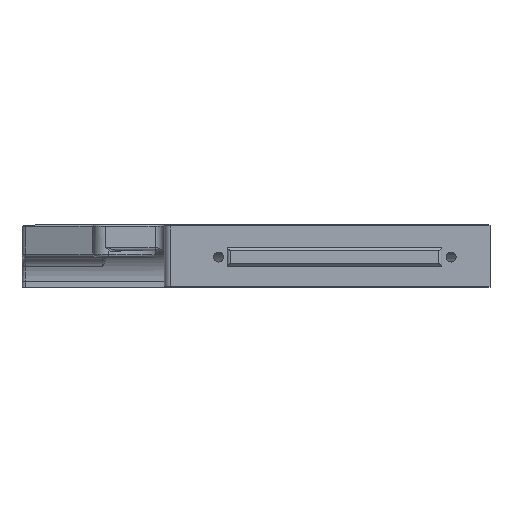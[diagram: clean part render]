
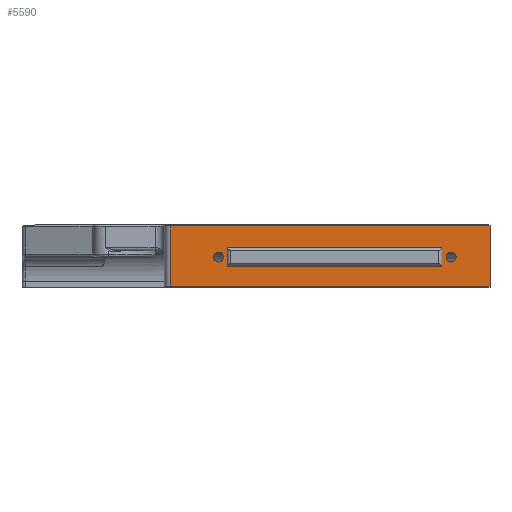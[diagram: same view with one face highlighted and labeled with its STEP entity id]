
A CAD part, top view. The second image highlights one B-rep face of the part: STEP entity #5590.
In plain terms, the highlighted planar face has unit normal (0, 0, 1).
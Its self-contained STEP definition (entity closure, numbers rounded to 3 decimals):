
#98=PLANE('',#5947);
#292=CIRCLE('',#5948,1.6);
#293=CIRCLE('',#5949,1.6);
#539=LINE('',#8404,#1135);
#540=LINE('',#8407,#1136);
#541=LINE('',#8409,#1137);
#542=LINE('',#8411,#1138);
#543=LINE('',#8412,#1139);
#544=LINE('',#8415,#1140);
#545=LINE('',#8417,#1141);
#546=LINE('',#8419,#1142);
#1135=VECTOR('',#6552,1000.);
#1136=VECTOR('',#6553,1000.);
#1137=VECTOR('',#6554,1000.);
#1138=VECTOR('',#6555,1000.);
#1139=VECTOR('',#6556,1000.);
#1140=VECTOR('',#6557,1000.);
#1141=VECTOR('',#6558,1000.);
#1142=VECTOR('',#6559,1000.);
#1738=ORIENTED_EDGE('',*,*,#3424,.F.);
#1739=ORIENTED_EDGE('',*,*,#3425,.F.);
#1740=ORIENTED_EDGE('',*,*,#3426,.F.);
#1741=ORIENTED_EDGE('',*,*,#3427,.T.);
#1742=ORIENTED_EDGE('',*,*,#3428,.F.);
#1743=ORIENTED_EDGE('',*,*,#3429,.F.);
#1744=ORIENTED_EDGE('',*,*,#3430,.T.);
#1745=ORIENTED_EDGE('',*,*,#3431,.T.);
#1746=ORIENTED_EDGE('',*,*,#3432,.T.);
#1747=ORIENTED_EDGE('',*,*,#3433,.T.);
#3424=EDGE_CURVE('',#4267,#4267,#292,.T.);
#3425=EDGE_CURVE('',#4268,#4268,#293,.T.);
#3426=EDGE_CURVE('',#4269,#4270,#539,.T.);
#3427=EDGE_CURVE('',#4269,#4271,#540,.T.);
#3428=EDGE_CURVE('',#4272,#4271,#541,.T.);
#3429=EDGE_CURVE('',#4270,#4272,#542,.T.);
#3430=EDGE_CURVE('',#4273,#4274,#543,.T.);
#3431=EDGE_CURVE('',#4274,#4275,#544,.T.);
#3432=EDGE_CURVE('',#4275,#4276,#545,.T.);
#3433=EDGE_CURVE('',#4276,#4273,#546,.T.);
#4267=VERTEX_POINT('',#8401);
#4268=VERTEX_POINT('',#8403);
#4269=VERTEX_POINT('',#8405);
#4270=VERTEX_POINT('',#8406);
#4271=VERTEX_POINT('',#8408);
#4272=VERTEX_POINT('',#8410);
#4273=VERTEX_POINT('',#8413);
#4274=VERTEX_POINT('',#8414);
#4275=VERTEX_POINT('',#8416);
#4276=VERTEX_POINT('',#8418);
#4754=EDGE_LOOP('',(#1738));
#4755=EDGE_LOOP('',(#1739));
#4756=EDGE_LOOP('',(#1740,#1741,#1742,#1743));
#4757=EDGE_LOOP('',(#1744,#1745,#1746,#1747));
#5134=FACE_BOUND('',#4754,.T.);
#5135=FACE_BOUND('',#4755,.T.);
#5136=FACE_BOUND('',#4756,.T.);
#5137=FACE_BOUND('',#4757,.T.);
#5590=ADVANCED_FACE('',(#5134,#5135,#5136,#5137),#98,.T.);
#5947=AXIS2_PLACEMENT_3D('',#8399,#6546,#6547);
#5948=AXIS2_PLACEMENT_3D('',#8400,#6548,#6549);
#5949=AXIS2_PLACEMENT_3D('',#8402,#6550,#6551);
#6546=DIRECTION('',(0.,0.,1.));
#6547=DIRECTION('',(1.,0.,0.));
#6548=DIRECTION('',(0.,0.,1.));
#6549=DIRECTION('',(0.,-1.,0.));
#6550=DIRECTION('',(0.,0.,1.));
#6551=DIRECTION('',(0.,-1.,0.));
#6552=DIRECTION('',(0.,-1.,0.));
#6553=DIRECTION('',(-1.,0.,0.));
#6554=DIRECTION('',(0.,1.,0.));
#6555=DIRECTION('',(-1.,0.,0.));
#6556=DIRECTION('',(0.,-1.,0.));
#6557=DIRECTION('',(-1.,0.,0.));
#6558=DIRECTION('',(0.,1.,0.));
#6559=DIRECTION('',(1.,0.,0.));
#8399=CARTESIAN_POINT('',(15.8,-58.,-58.096));
#8400=CARTESIAN_POINT('',(105.,-48.4,-58.096));
#8401=CARTESIAN_POINT('',(105.,-50.,-58.096));
#8402=CARTESIAN_POINT('',(30.2,-48.4,-58.096));
#8403=CARTESIAN_POINT('',(30.2,-50.,-58.096));
#8404=CARTESIAN_POINT('',(117.5,-54.,-58.096));
#8405=CARTESIAN_POINT('',(117.5,-38.4,-58.096));
#8406=CARTESIAN_POINT('',(117.5,-58.,-58.096));
#8407=CARTESIAN_POINT('',(15.8,-38.4,-58.096));
#8408=CARTESIAN_POINT('',(14.8,-38.4,-58.096));
#8409=CARTESIAN_POINT('',(14.8,-48.,-58.096));
#8410=CARTESIAN_POINT('',(14.8,-58.,-58.096));
#8411=CARTESIAN_POINT('',(69.5,-58.,-58.096));
#8412=CARTESIAN_POINT('',(102.,-45.4,-58.096));
#8413=CARTESIAN_POINT('',(102.,-45.4,-58.096));
#8414=CARTESIAN_POINT('',(102.,-51.4,-58.096));
#8415=CARTESIAN_POINT('',(102.,-51.4,-58.096));
#8416=CARTESIAN_POINT('',(33.,-51.4,-58.096));
#8417=CARTESIAN_POINT('',(33.,-51.4,-58.096));
#8418=CARTESIAN_POINT('',(33.,-45.4,-58.096));
#8419=CARTESIAN_POINT('',(33.,-45.4,-58.096));
